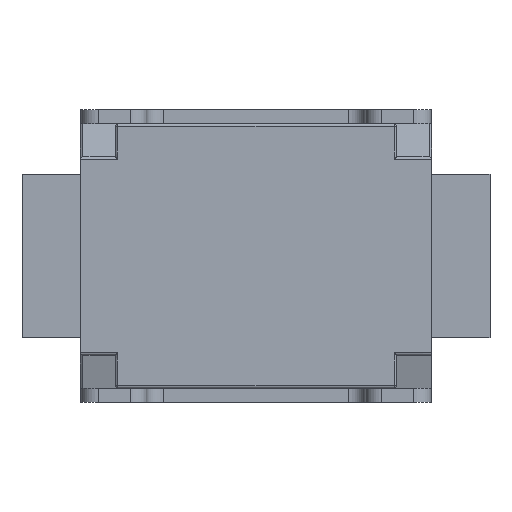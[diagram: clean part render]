
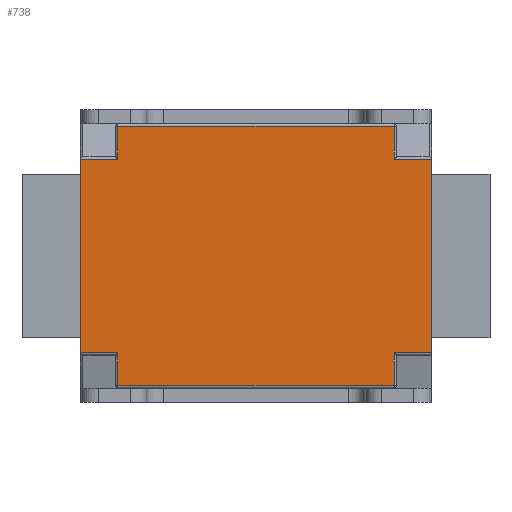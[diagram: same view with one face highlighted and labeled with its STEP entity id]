
A CAD part, front view. The second image highlights one B-rep face of the part: STEP entity #738.
In plain terms, the highlighted planar face has unit normal (0, -1, 0).
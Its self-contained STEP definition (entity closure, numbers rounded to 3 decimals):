
#122 = CARTESIAN_POINT ( 'NONE',  ( -1.18, -1.1, -0.827 ) ) ;
#139 = VERTEX_POINT ( 'NONE', #4266 ) ;
#331 = LINE ( 'NONE', #870, #2979 ) ;
#493 = VERTEX_POINT ( 'NONE', #2823 ) ;
#509 = DIRECTION ( 'NONE',  ( 0., 0., 1. ) ) ;
#519 = VERTEX_POINT ( 'NONE', #4711 ) ;
#537 = CARTESIAN_POINT ( 'NONE',  ( 1.5, -1.1, 0. ) ) ;
#557 = LINE ( 'NONE', #2637, #1679 ) ;
#574 = VECTOR ( 'NONE', #2112, 1000. ) ;
#608 = LINE ( 'NONE', #1781, #5233 ) ;
#646 = VECTOR ( 'NONE', #1047, 1000. ) ;
#663 = ORIENTED_EDGE ( 'NONE', *, *, #2238, .T. ) ;
#718 = EDGE_CURVE ( 'NONE', #1324, #139, #5405, .T. ) ;
#738 = ADVANCED_FACE ( 'NONE', ( #1212 ), #4944, .T. ) ;
#813 = ORIENTED_EDGE ( 'NONE', *, *, #2317, .T. ) ;
#815 = CARTESIAN_POINT ( 'NONE',  ( 1.18, -1.1, 0.827 ) ) ;
#870 = CARTESIAN_POINT ( 'NONE',  ( -1.5, -1.1, 0. ) ) ;
#933 = DIRECTION ( 'NONE',  ( -1., 0., 0. ) ) ;
#1020 = VERTEX_POINT ( 'NONE', #5591 ) ;
#1034 = DIRECTION ( 'NONE',  ( -1., 0., 0. ) ) ;
#1047 = DIRECTION ( 'NONE',  ( 0., 0., 1. ) ) ;
#1058 = CARTESIAN_POINT ( 'NONE',  ( 1.5, -1.1, 0.827 ) ) ;
#1212 = FACE_OUTER_BOUND ( 'NONE', #3546, .T. ) ;
#1276 = CARTESIAN_POINT ( 'NONE',  ( -1.18, -1.1, 1.109 ) ) ;
#1290 = ORIENTED_EDGE ( 'NONE', *, *, #5431, .T. ) ;
#1296 = VERTEX_POINT ( 'NONE', #5285 ) ;
#1324 = VERTEX_POINT ( 'NONE', #5345 ) ;
#1407 = VECTOR ( 'NONE', #1034, 1000. ) ;
#1424 = CARTESIAN_POINT ( 'NONE',  ( 1.2, -1.1, 0. ) ) ;
#1490 = EDGE_CURVE ( 'NONE', #1296, #2511, #2746, .T. ) ;
#1518 = ORIENTED_EDGE ( 'NONE', *, *, #5347, .T. ) ;
#1523 = EDGE_CURVE ( 'NONE', #5210, #519, #4628, .T. ) ;
#1595 = EDGE_CURVE ( 'NONE', #139, #1296, #1703, .T. ) ;
#1668 = ORIENTED_EDGE ( 'NONE', *, *, #718, .T. ) ;
#1679 = VECTOR ( 'NONE', #5775, 1000. ) ;
#1703 = LINE ( 'NONE', #3650, #5758 ) ;
#1781 = CARTESIAN_POINT ( 'NONE',  ( -1.2, -1.1, 1.109 ) ) ;
#1812 = AXIS2_PLACEMENT_3D ( 'NONE', #1424, #3222, #3685 ) ;
#1813 = ORIENTED_EDGE ( 'NONE', *, *, #1595, .T. ) ;
#1963 = ORIENTED_EDGE ( 'NONE', *, *, #4752, .T. ) ;
#2025 = EDGE_CURVE ( 'NONE', #2511, #2308, #4978, .T. ) ;
#2112 = DIRECTION ( 'NONE',  ( 1., 0., 0. ) ) ;
#2233 = VECTOR ( 'NONE', #4324, 1000. ) ;
#2238 = EDGE_CURVE ( 'NONE', #3118, #4816, #4764, .T. ) ;
#2308 = VERTEX_POINT ( 'NONE', #815 ) ;
#2317 = EDGE_CURVE ( 'NONE', #2308, #493, #2984, .T. ) ;
#2322 = VECTOR ( 'NONE', #3108, 1000. ) ;
#2476 = EDGE_CURVE ( 'NONE', #3118, #3124, #331, .T. ) ;
#2511 = VERTEX_POINT ( 'NONE', #1058 ) ;
#2637 = CARTESIAN_POINT ( 'NONE',  ( 1.2, -1.1, 0.827 ) ) ;
#2746 = LINE ( 'NONE', #537, #646 ) ;
#2763 = ORIENTED_EDGE ( 'NONE', *, *, #5045, .T. ) ;
#2767 = CARTESIAN_POINT ( 'NONE',  ( 1.2, -1.1, 0.827 ) ) ;
#2823 = CARTESIAN_POINT ( 'NONE',  ( 1.18, -1.1, 1.109 ) ) ;
#2943 = ORIENTED_EDGE ( 'NONE', *, *, #2476, .F. ) ;
#2979 = VECTOR ( 'NONE', #509, 1000. ) ;
#2984 = LINE ( 'NONE', #4402, #3531 ) ;
#3108 = DIRECTION ( 'NONE',  ( 0., 0., -1. ) ) ;
#3118 = VERTEX_POINT ( 'NONE', #3439 ) ;
#3124 = VERTEX_POINT ( 'NONE', #5140 ) ;
#3219 = VECTOR ( 'NONE', #4910, 1000. ) ;
#3222 = DIRECTION ( 'NONE',  ( 0., -1., 0. ) ) ;
#3405 = LINE ( 'NONE', #4561, #3965 ) ;
#3409 = LINE ( 'NONE', #3824, #2233 ) ;
#3439 = CARTESIAN_POINT ( 'NONE',  ( -1.5, -1.1, -0.827 ) ) ;
#3531 = VECTOR ( 'NONE', #4835, 1000. ) ;
#3546 = EDGE_LOOP ( 'NONE', ( #5242, #1963, #2943, #663, #1290, #2763, #1668, #1813, #4271, #4523, #813, #1518 ) ) ;
#3650 = CARTESIAN_POINT ( 'NONE',  ( 1.5, -1.1, -0.827 ) ) ;
#3685 = DIRECTION ( 'NONE',  ( 0., 0., -1. ) ) ;
#3824 = CARTESIAN_POINT ( 'NONE',  ( 1.2, -1.1, -1.109 ) ) ;
#3965 = VECTOR ( 'NONE', #5503, 1000. ) ;
#4266 = CARTESIAN_POINT ( 'NONE',  ( 1.18, -1.1, -0.827 ) ) ;
#4271 = ORIENTED_EDGE ( 'NONE', *, *, #1490, .T. ) ;
#4324 = DIRECTION ( 'NONE',  ( 1., 0., 0. ) ) ;
#4402 = CARTESIAN_POINT ( 'NONE',  ( 1.18, -1.1, 0. ) ) ;
#4507 = CARTESIAN_POINT ( 'NONE',  ( -1.18, -1.1, 0.847 ) ) ;
#4523 = ORIENTED_EDGE ( 'NONE', *, *, #2025, .T. ) ;
#4561 = CARTESIAN_POINT ( 'NONE',  ( -1.18, -1.1, -1.129 ) ) ;
#4628 = LINE ( 'NONE', #4507, #2322 ) ;
#4711 = CARTESIAN_POINT ( 'NONE',  ( -1.18, -1.1, 0.827 ) ) ;
#4752 = EDGE_CURVE ( 'NONE', #519, #3124, #557, .T. ) ;
#4764 = LINE ( 'NONE', #5704, #574 ) ;
#4816 = VERTEX_POINT ( 'NONE', #122 ) ;
#4835 = DIRECTION ( 'NONE',  ( 0., 0., 1. ) ) ;
#4910 = DIRECTION ( 'NONE',  ( 0., 0., 1. ) ) ;
#4944 = PLANE ( 'NONE',  #1812 ) ;
#4978 = LINE ( 'NONE', #2767, #1407 ) ;
#4981 = DIRECTION ( 'NONE',  ( 1., 0., 0. ) ) ;
#5045 = EDGE_CURVE ( 'NONE', #1020, #1324, #3409, .T. ) ;
#5140 = CARTESIAN_POINT ( 'NONE',  ( -1.5, -1.1, 0.827 ) ) ;
#5210 = VERTEX_POINT ( 'NONE', #1276 ) ;
#5233 = VECTOR ( 'NONE', #933, 1000. ) ;
#5242 = ORIENTED_EDGE ( 'NONE', *, *, #1523, .T. ) ;
#5285 = CARTESIAN_POINT ( 'NONE',  ( 1.5, -1.1, -0.827 ) ) ;
#5345 = CARTESIAN_POINT ( 'NONE',  ( 1.18, -1.1, -1.109 ) ) ;
#5347 = EDGE_CURVE ( 'NONE', #493, #5210, #608, .T. ) ;
#5405 = LINE ( 'NONE', #5422, #3219 ) ;
#5422 = CARTESIAN_POINT ( 'NONE',  ( 1.18, -1.1, 0. ) ) ;
#5431 = EDGE_CURVE ( 'NONE', #4816, #1020, #3405, .T. ) ;
#5503 = DIRECTION ( 'NONE',  ( 0., 0., -1. ) ) ;
#5591 = CARTESIAN_POINT ( 'NONE',  ( -1.18, -1.1, -1.109 ) ) ;
#5704 = CARTESIAN_POINT ( 'NONE',  ( -1.2, -1.1, -0.827 ) ) ;
#5758 = VECTOR ( 'NONE', #4981, 1000. ) ;
#5775 = DIRECTION ( 'NONE',  ( -1., 0., 0. ) ) ;
